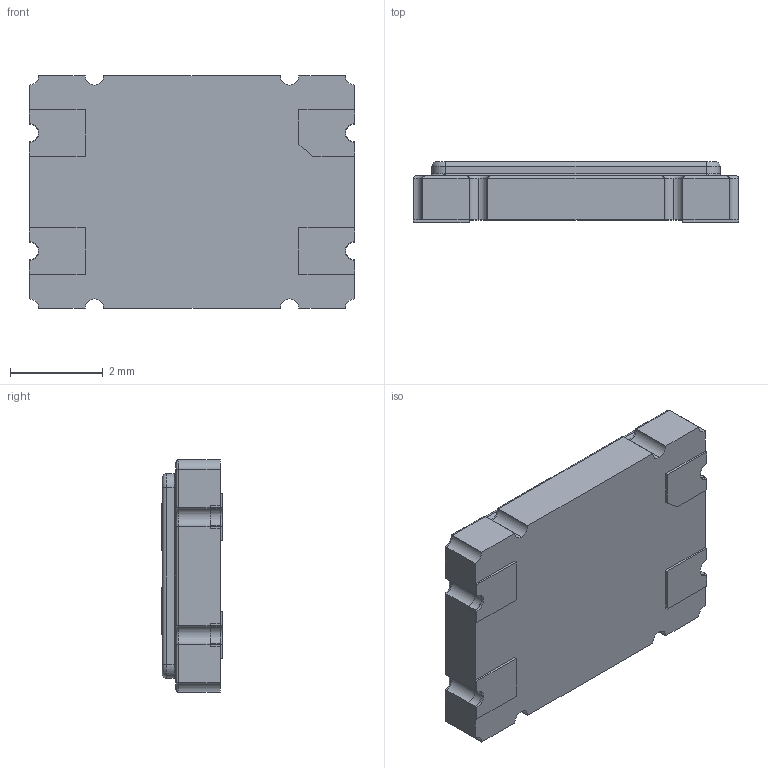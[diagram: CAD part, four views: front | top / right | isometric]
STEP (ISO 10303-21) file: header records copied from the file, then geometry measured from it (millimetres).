
FILE_DESCRIPTION (( 'STEP AP214' ), '1' );
FILE_NAME ('User Library-GeyerElectronics_KX13.STEP', '2010-10-16T23:07:04', ( 'Solidworks' ), ( 'Solidworks' ), 'SwSTEP 2.0', 'SolidWorks 2010', '' );
FILE_SCHEMA (( 'AUTOMOTIVE_DESIGN' ));
Length unit declared in the file: millimetre
Products named in the file (1): User Library-GeyerElectronics_KX13
Bounding box: 7 x 1.31 x 5 mm (x, y, z)
Volume: 41 mm3; surface area: 108.7 mm2
Topology: 5 solids, 5 shells, 240 faces, 589 edges, 368 vertices
Faces by surface type: plane 97, bspline 67, cylinder 58, torus 18
Entity records: 14975 total; most frequent: CARTESIAN_POINT 8039, ORIENTED_EDGE 1170, DIRECTION 855, EDGE_CURVE 585, VERTEX_POINT 368, VECTOR 331, LINE 331, AXIS2_PLACEMENT_3D 262
